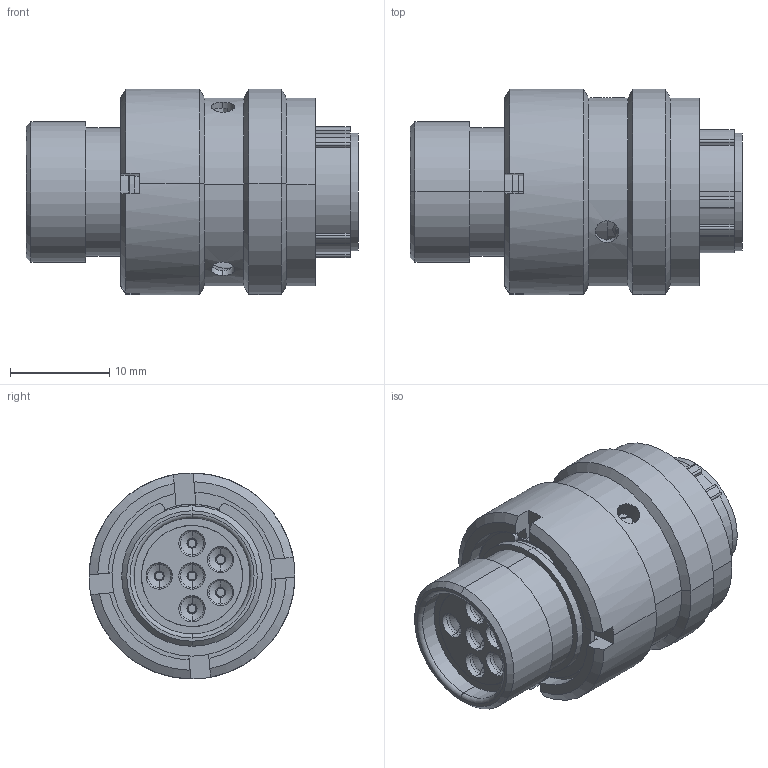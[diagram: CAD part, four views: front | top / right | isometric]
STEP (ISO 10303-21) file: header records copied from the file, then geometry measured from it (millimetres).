
FILE_DESCRIPTION (( 'STEP AP214' ), '1' );
FILE_NAME ('AS610-98SC.STEP', '2020-01-29T16:51:47', ( 'TE Connectivity' ), ( 'TE Connectivity' ), 'SwSTEP 2.0', 'SolidWorks 2016', '' );
FILE_SCHEMA (( 'AUTOMOTIVE_DESIGN' ));
Length unit declared in the file: millimetre
Products named in the file (1): AS610-98SC
Bounding box: 33.37 x 20.7 x 20.7 mm (x, y, z)
Volume: 5807.6 mm3; surface area: 8749.5 mm2
Topology: 8 solids, 8 shells, 595 faces, 1533 edges, 969 vertices
Faces by surface type: cylinder 229, plane 212, torus 78, cone 62, bspline 12, sphere 2
Entity records: 28139 total; most frequent: CARTESIAN_POINT 7836, ORIENTED_EDGE 3066, DIRECTION 2598, EDGE_CURVE 1533, AXIS2_PLACEMENT_3D 1082, VERTEX_POINT 969, EDGE_LOOP 648, UNCERTAINTY_MEASURE_WITH_UNIT 605
